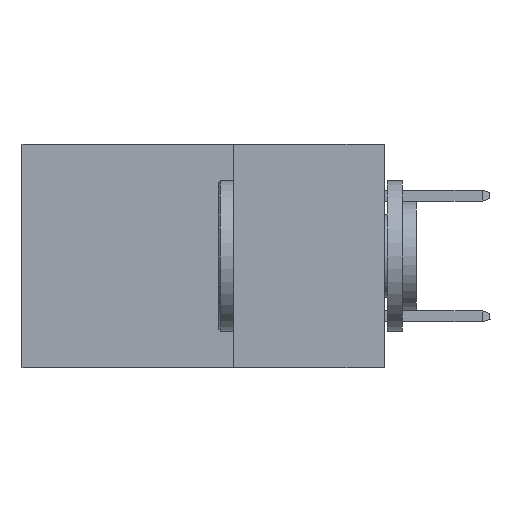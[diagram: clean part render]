
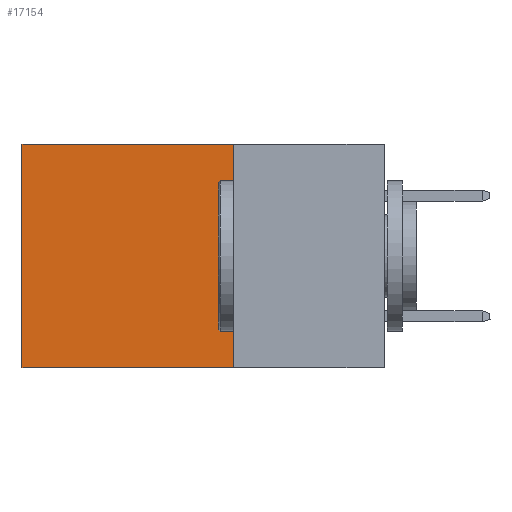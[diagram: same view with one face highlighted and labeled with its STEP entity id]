
A CAD part, left-side view. The second image highlights one B-rep face of the part: STEP entity #17154.
In plain terms, the highlighted planar face has unit normal (-1, 0, 0).
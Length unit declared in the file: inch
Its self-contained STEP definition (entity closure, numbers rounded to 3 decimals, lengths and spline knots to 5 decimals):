
#123 = EDGE_CURVE ( 'NONE', #2206, #572, #477, .T. ) ;
#149 = VERTEX_POINT ( 'NONE', #9730 ) ;
#477 = LINE ( 'NONE', #6593, #14907 ) ;
#572 = VERTEX_POINT ( 'NONE', #17498 ) ;
#1007 = EDGE_CURVE ( 'NONE', #14777, #149, #9299, .T. ) ;
#2206 = VERTEX_POINT ( 'NONE', #16548 ) ;
#3135 = VECTOR ( 'NONE', #12857, 39.37008 ) ;
#4529 = PLANE ( 'NONE',  #15946 ) ;
#4906 = CARTESIAN_POINT ( 'NONE',  ( 0.2615, 0.6, 0. ) ) ;
#6593 = CARTESIAN_POINT ( 'NONE',  ( 0.2615, 0.25, -0.37 ) ) ;
#6605 = ORIENTED_EDGE ( 'NONE', *, *, #1007, .T. ) ;
#7451 = CARTESIAN_POINT ( 'NONE',  ( 0.2615, 0.25, -0.37 ) ) ;
#7639 = CARTESIAN_POINT ( 'NONE',  ( 0.2615, 0.25, -0.37 ) ) ;
#8895 = DIRECTION ( 'NONE',  ( 0., 0., -1. ) ) ;
#9299 = LINE ( 'NONE', #11498, #16373 ) ;
#9604 = VECTOR ( 'NONE', #17491, 39.37008 ) ;
#9730 = CARTESIAN_POINT ( 'NONE',  ( 0.2615, 0.6, -0.37 ) ) ;
#11465 = EDGE_CURVE ( 'NONE', #2206, #14777, #14516, .T. ) ;
#11498 = CARTESIAN_POINT ( 'NONE',  ( 0.2615, 0.6, -0.37 ) ) ;
#11775 = ORIENTED_EDGE ( 'NONE', *, *, #123, .F. ) ;
#12209 = EDGE_CURVE ( 'NONE', #572, #149, #16667, .T. ) ;
#12698 = ORIENTED_EDGE ( 'NONE', *, *, #11465, .T. ) ;
#12857 = DIRECTION ( 'NONE',  ( 0., 1., 0. ) ) ;
#13266 = EDGE_LOOP ( 'NONE', ( #6605, #16540, #11775, #12698 ) ) ;
#14516 = LINE ( 'NONE', #15705, #3135 ) ;
#14777 = VERTEX_POINT ( 'NONE', #4906 ) ;
#14907 = VECTOR ( 'NONE', #15281, 39.37008 ) ;
#15143 = DIRECTION ( 'NONE',  ( 0., 0., -1. ) ) ;
#15281 = DIRECTION ( 'NONE',  ( 0., 0., -1. ) ) ;
#15705 = CARTESIAN_POINT ( 'NONE',  ( 0.2615, 0.25, 0. ) ) ;
#15946 = AXIS2_PLACEMENT_3D ( 'NONE', #7451, #17316, #8895 ) ;
#16373 = VECTOR ( 'NONE', #15143, 39.37008 ) ;
#16540 = ORIENTED_EDGE ( 'NONE', *, *, #12209, .F. ) ;
#16548 = CARTESIAN_POINT ( 'NONE',  ( 0.2615, 0.25, 0. ) ) ;
#16667 = LINE ( 'NONE', #7639, #9604 ) ;
#17154 = ADVANCED_FACE ( 'NONE', ( #17357 ), #4529, .F. ) ;
#17316 = DIRECTION ( 'NONE',  ( 1., 0., 0. ) ) ;
#17357 = FACE_OUTER_BOUND ( 'NONE', #13266, .T. ) ;
#17491 = DIRECTION ( 'NONE',  ( 0., 1., 0. ) ) ;
#17498 = CARTESIAN_POINT ( 'NONE',  ( 0.2615, 0.25, -0.37 ) ) ;
